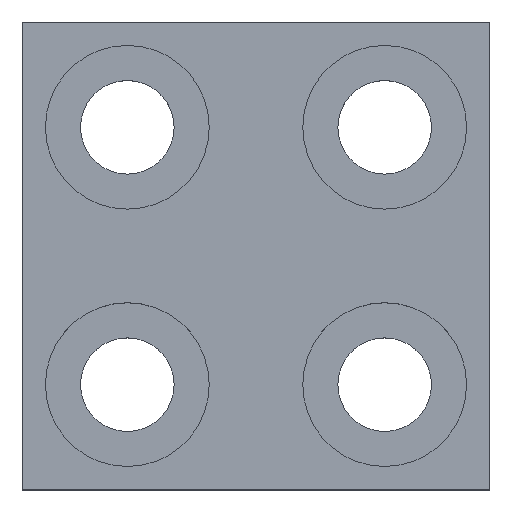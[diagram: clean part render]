
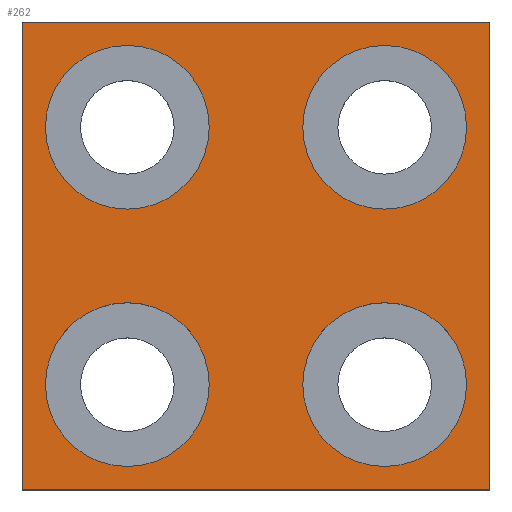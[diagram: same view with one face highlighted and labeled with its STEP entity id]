
A CAD part, top view. The second image highlights one B-rep face of the part: STEP entity #262.
In plain terms, the highlighted planar face has unit normal (0, 0, 1).
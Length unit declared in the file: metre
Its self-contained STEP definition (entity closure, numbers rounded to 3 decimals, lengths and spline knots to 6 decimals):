
#18=LINE('',#436,#30);
#19=LINE('',#438,#31);
#22=LINE('',#444,#34);
#23=LINE('',#454,#35);
#30=VECTOR('',#355,1.);
#31=VECTOR('',#358,1.);
#34=VECTOR('',#363,1.);
#35=VECTOR('',#374,1.);
#40=PLANE('',#301);
#74=ORIENTED_EDGE('',*,*,#121,.F.);
#75=ORIENTED_EDGE('',*,*,#122,.F.);
#76=ORIENTED_EDGE('',*,*,#123,.F.);
#77=ORIENTED_EDGE('',*,*,#124,.F.);
#78=ORIENTED_EDGE('',*,*,#120,.F.);
#79=ORIENTED_EDGE('',*,*,#125,.T.);
#80=ORIENTED_EDGE('',*,*,#117,.T.);
#81=ORIENTED_EDGE('',*,*,#116,.F.);
#116=EDGE_CURVE('',#143,#142,#18,.T.);
#117=EDGE_CURVE('',#144,#142,#19,.T.);
#120=EDGE_CURVE('',#145,#143,#22,.T.);
#121=EDGE_CURVE('',#146,#146,#162,.T.);
#122=EDGE_CURVE('',#147,#147,#163,.T.);
#123=EDGE_CURVE('',#148,#148,#164,.T.);
#124=EDGE_CURVE('',#149,#149,#165,.T.);
#125=EDGE_CURVE('',#145,#144,#23,.T.);
#142=VERTEX_POINT('',#433);
#143=VERTEX_POINT('',#435);
#144=VERTEX_POINT('',#439);
#145=VERTEX_POINT('',#443);
#146=VERTEX_POINT('',#447);
#147=VERTEX_POINT('',#449);
#148=VERTEX_POINT('',#451);
#149=VERTEX_POINT('',#453);
#162=CIRCLE('',#302,0.0035);
#163=CIRCLE('',#303,0.0035);
#164=CIRCLE('',#304,0.0035);
#165=CIRCLE('',#305,0.0035);
#186=EDGE_LOOP('',(#74));
#187=EDGE_LOOP('',(#75));
#188=EDGE_LOOP('',(#76));
#189=EDGE_LOOP('',(#77));
#190=EDGE_LOOP('',(#78,#79,#80,#81));
#224=FACE_BOUND('',#186,.T.);
#225=FACE_BOUND('',#187,.T.);
#226=FACE_BOUND('',#188,.T.);
#227=FACE_BOUND('',#189,.T.);
#228=FACE_BOUND('',#190,.T.);
#262=ADVANCED_FACE('',(#224,#225,#226,#227,#228),#40,.T.);
#301=AXIS2_PLACEMENT_3D('',#445,#364,#365);
#302=AXIS2_PLACEMENT_3D('',#446,#366,#367);
#303=AXIS2_PLACEMENT_3D('',#448,#368,#369);
#304=AXIS2_PLACEMENT_3D('',#450,#370,#371);
#305=AXIS2_PLACEMENT_3D('',#452,#372,#373);
#355=DIRECTION('',(0.,1.,0.));
#358=DIRECTION('',(-1.,0.,0.));
#363=DIRECTION('',(-1.,0.,0.));
#364=DIRECTION('',(0.,0.,1.));
#365=DIRECTION('',(1.,0.,0.));
#366=DIRECTION('',(0.,0.,1.));
#367=DIRECTION('',(1.,0.,0.));
#368=DIRECTION('',(0.,0.,1.));
#369=DIRECTION('',(1.,0.,0.));
#370=DIRECTION('',(0.,0.,1.));
#371=DIRECTION('',(1.,0.,0.));
#372=DIRECTION('',(0.,0.,1.));
#373=DIRECTION('',(1.,0.,0.));
#374=DIRECTION('',(0.,1.,0.));
#433=CARTESIAN_POINT('',(-0.12,0.27,0.));
#435=CARTESIAN_POINT('',(-0.12,0.25,0.));
#436=CARTESIAN_POINT('',(-0.12,0.26,0.));
#438=CARTESIAN_POINT('',(-0.11,0.27,0.));
#439=CARTESIAN_POINT('',(-0.1,0.27,0.));
#443=CARTESIAN_POINT('',(-0.1,0.25,0.));
#444=CARTESIAN_POINT('',(-0.11,0.25,0.));
#445=CARTESIAN_POINT('',(-0.11525,0.18025,0.));
#446=CARTESIAN_POINT('',(-0.1045,0.2655,0.));
#447=CARTESIAN_POINT('',(-0.101,0.2655,0.));
#448=CARTESIAN_POINT('',(-0.1045,0.2545,0.));
#449=CARTESIAN_POINT('',(-0.101,0.2545,0.));
#450=CARTESIAN_POINT('',(-0.1155,0.2545,0.));
#451=CARTESIAN_POINT('',(-0.112,0.2545,0.));
#452=CARTESIAN_POINT('',(-0.1155,0.2655,0.));
#453=CARTESIAN_POINT('',(-0.112,0.2655,0.));
#454=CARTESIAN_POINT('',(-0.1,0.26,0.));
